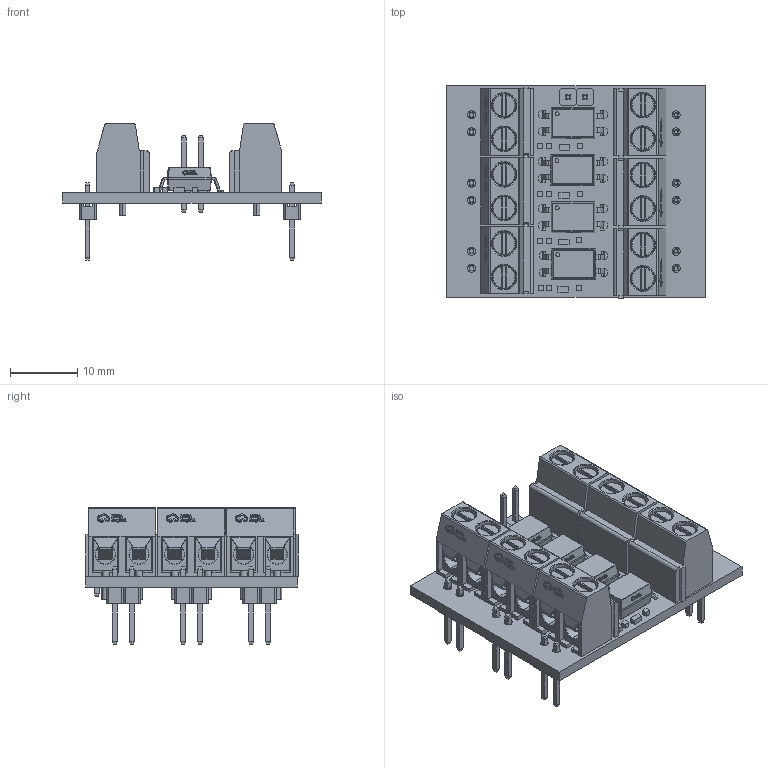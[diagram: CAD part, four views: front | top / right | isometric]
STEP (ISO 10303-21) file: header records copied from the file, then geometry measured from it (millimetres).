
FILE_DESCRIPTION(('Designed by EasyEDA Pro'),'2;1');
FILE_NAME('Open CASCADE Shape Model','2025-12-19T12:56:32',('Author'),( 'Open CASCADE'),'Open CASCADE STEP processor 7.8','Open CASCADE 7.8' ,'Unknown');
FILE_SCHEMA(('AUTOMOTIVE_DESIGN { 1 0 10303 214 1 1 1 1 }'));
Length unit declared in the file: millimetre
Products named in the file (16): EasyEDA PCB Model~a1JE; Board~a1JE; TopCopper~a1JE; BottomCopper~a1JE; TopFpcStiffener~a1JE; BottomFpcStiffener~a1JE; H5~HDR-TH_2P-P2.54-V-M~HDR2.54-M-LI-1X2P~a1JE; HDR-TH_2P-P2.54-V-M~HDR2.54-M-LI-1X2P~a1JE; R1~R0402~R0402_L1.0-W0.5-H0.4~a1JE; R12~R0402~R0402_L1.0-W0.5-H0.4~a1JE; U1~OPTO-SMD-4_L4.6-W6.5-P2.54-LS10.3-TL~OPTO-SMD-4_
L4.6-W6.5-H3.6-LS10.2-P2.54~a1JE; OPTO-SMD-4_L4.6-W6.5-P2.54-LS10.3-TL~OPTO-SMD-4_
L4.6-W6.5-H3.6-LS10.2-P2.54~a1JE; LED1~LED0603-RD~LED0603-RD~a1JE; LED4~LED0603-RD~LED0603-RD~a1JE; P1~CONN-TH_WJ126V-5.0-2P~CONN-TH_DB5.00-LI-2P-126~a1JE; CONN-TH_WJ126V-5.0-2P~CONN-TH_DB5.00-LI-2P-126~a1JE
Assembly tree (43 placements, depth 3):
  EasyEDA PCB Model~a1JE
    Board~a1JE
    TopCopper~a1JE
    BottomCopper~a1JE
    TopFpcStiffener~a1JE
    BottomFpcStiffener~a1JE
    H5~HDR-TH_2P-P2.54-V-M~HDR2.54-M-LI-1X2P~a1JE  x7
      HDR-TH_2P-P2.54-V-M~HDR2.54-M-LI-1X2P~a1JE
    R1~R0402~R0402_L1.0-W0.5-H0.4~a1JE
      R12~R0402~R0402_L1.0-W0.5-H0.4~a1JE
    R12~R0402~R0402_L1.0-W0.5-H0.4~a1JE  x11
    U1~OPTO-SMD-4_L4.6-W6.5-P2.54-LS10.3-TL~OPTO-SMD-4_
L4.6-W6.5-H3.6-LS10.2-P2.54~a1JE  x4
      OPTO-SMD-4_L4.6-W6.5-P2.54-LS10.3-TL~OPTO-SMD-4_
L4.6-W6.5-H3.6-LS10.2-P2.54~a1JE
    LED1~LED0603-RD~LED0603-RD~a1JE
      LED4~LED0603-RD~LED0603-RD~a1JE
    LED4~LED0603-RD~LED0603-RD~a1JE  x3
    P1~CONN-TH_WJ126V-5.0-2P~CONN-TH_DB5.00-LI-2P-126~a1JE  x6
      CONN-TH_WJ126V-5.0-2P~CONN-TH_DB5.00-LI-2P-126~a1JE
Bounding box: 38.46 x 31.62 x 20.3 mm (x, y, z)
Volume: 6077.8 mm3; surface area: 10611.9 mm2
Topology: 119 solids, 119 shells, 7818 faces, 20233 edges, 13122 vertices
Faces by surface type: plane 4650, bspline 2218, cylinder 678, torus 240, sphere 32
Entity records: 59793 total; most frequent: CARTESIAN_POINT 15319, ORIENTED_EDGE 7380, DIRECTION 5410, EDGE_CURVE 3690, LINE 2488, VECTOR 2488, VERTEX_POINT 2390, FACE_BOUND 1566
